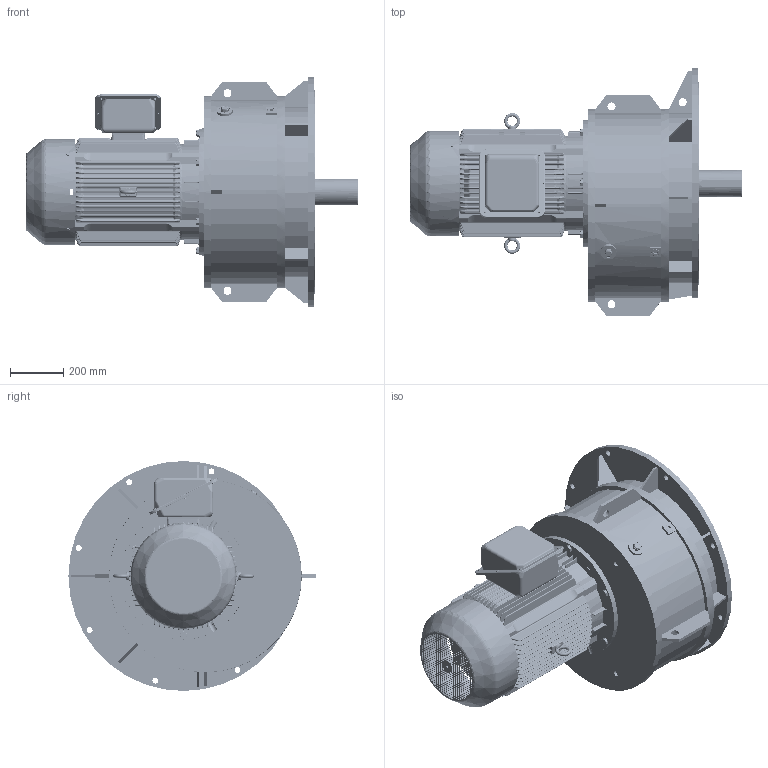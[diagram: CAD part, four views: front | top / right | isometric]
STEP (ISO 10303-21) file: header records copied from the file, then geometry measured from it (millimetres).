
FILE_DESCRIPTION (( 'STEP AP214' ), '1' );
FILE_NAME ('EK2DO07221H001_FVM_37kW_R30_CUSTOMER.stp', '2022-06-27T05:13:34', ( 'Windows 餌辨濠' ), ( '' ), 'SwSTEP 2.0', 'SolidWorks 2021', '' );
FILE_SCHEMA (( 'AUTOMOTIVE_DESIGN' ));
Length unit declared in the file: millimetre
Products named in the file (1): EK2DO07221H001_FVM_37kW_R30_CUSTOMER
Bounding box: 1241.5 x 924.09 x 860 mm (x, y, z)
Volume: 197922361.8 mm3; surface area: 7133788.4 mm2
Topology: 48 solids, 48 shells, 8966 faces, 24091 edges, 15289 vertices
Faces by surface type: cylinder 3629, plane 3234, bspline 1411, cone 376, torus 240, sphere 76
Full cylindrical faces by diameter (mm): 2.6 x4, 3 x1, 4 x4, 5 x6, 6 x10, 7 x12, 8 x6, 8.376 x4, 9 x1, 10.106 x28, 11 x4, 12 x24, 13 x2, 13.835 x28, 14 x14, 16 x27, 16.6 x10, 18 x6, 19 x6, 20.376 x2, 22 x9, 22.5 x12, 27 x1, 28 x1, 30 x7, 30.291 x2, 32 x2, 45 x1, 60 x1, 100 x1
Entity records: 428573 total; most frequent: CARTESIAN_POINT 112507, ORIENTED_EDGE 46948, DIRECTION 43197, EDGE_CURVE 23474, AXIS2_PLACEMENT_3D 15549, VERTEX_POINT 15064, VECTOR 12099, LINE 12099
